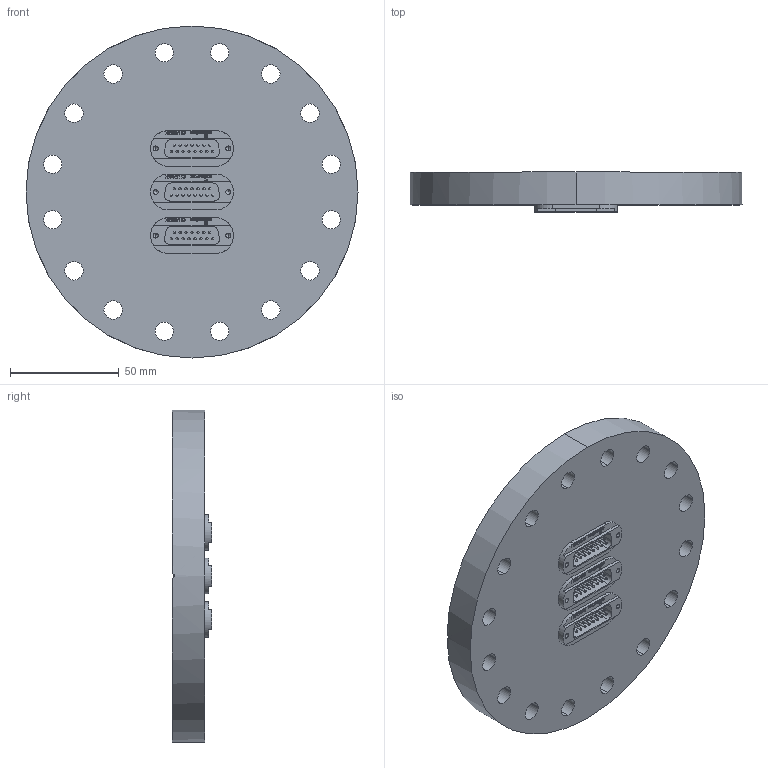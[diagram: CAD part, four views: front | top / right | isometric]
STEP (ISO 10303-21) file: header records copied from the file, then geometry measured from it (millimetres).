
FILE_DESCRIPTION (( 'STEP AP214' ), '1' );
FILE_NAME ('210-D15-C100-3.step', '2025-02-17T20:21:11', ( '' ), ( '' ), 'SwSTEP 2.0', 'SolidWorks 2022', '' );
FILE_SCHEMA (( 'AUTOMOTIVE_DESIGN' ));
Length unit declared in the file: millimetre
Products named in the file (5): 9210-D15-C100-3_CF100; 218-D9-37-SS_218-D15-SS; 9210-PIN-FENI_Pin vergoldet; 210-D15-C100-3; 9218-D9-37-SS-V22_15pin 1mm beschr. allectra
Assembly tree (20 placements, depth 3):
  210-D15-C100-3
    9210-D15-C100-3_CF100
    218-D9-37-SS_218-D15-SS  x3
      9218-D9-37-SS-V22_15pin 1mm beschr. allectra
      9210-PIN-FENI_Pin vergoldet
Bounding box: 152.4 x 18.2 x 152.4 mm (x, y, z)
Volume: 241476 mm3; surface area: 63661.4 mm2
Topology: 49 solids, 49 shells, 1063 faces, 2927 edges, 1926 vertices
Faces by surface type: plane 436, cylinder 422, sphere 90, bspline 81, cone 28, torus 6
Entity records: 12743 total; most frequent: CARTESIAN_POINT 3695, DIRECTION 1807, ORIENTED_EDGE 1806, EDGE_CURVE 903, AXIS2_PLACEMENT_3D 628, VERTEX_POINT 598, LINE 551, VECTOR 551
